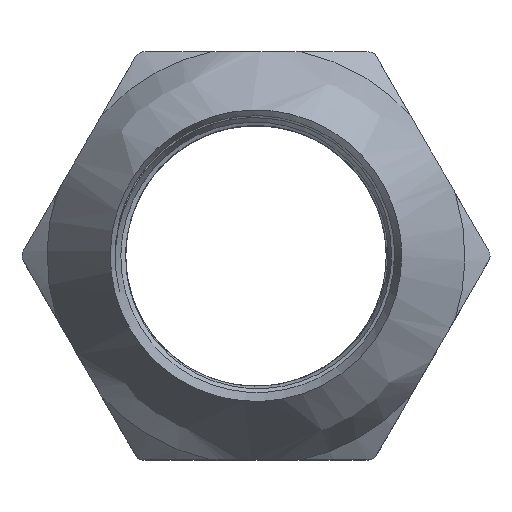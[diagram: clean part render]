
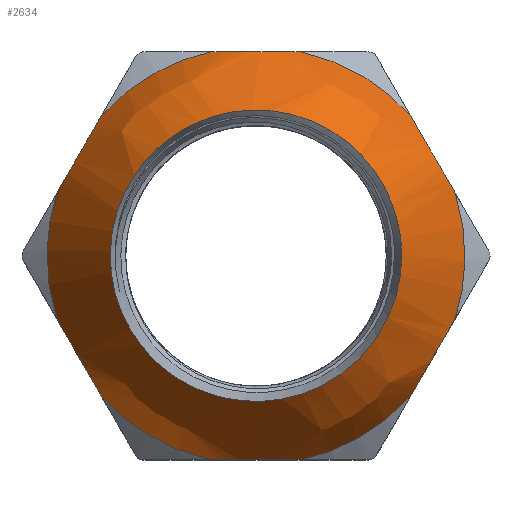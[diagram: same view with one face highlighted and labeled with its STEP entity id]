
A CAD part, top view. The second image highlights one B-rep face of the part: STEP entity #2634.
In plain terms, the highlighted free-form (B-spline) face has degree [2, 2] with [3, 3] control points.
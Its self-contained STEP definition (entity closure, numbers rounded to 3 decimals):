
#757 = EDGE_CURVE('',#758,#758,#760,.T.);
#758 = VERTEX_POINT('',#759);
#759 = CARTESIAN_POINT('',(21.871,0.,43.104));
#760 = ( BOUNDED_CURVE() B_SPLINE_CURVE(2,(#761,#762,#763,#764,#765,#766
,#767),.UNSPECIFIED.,.T.,.F.) B_SPLINE_CURVE_WITH_KNOTS((1,2,2,2,2,1),(
    -2.094,0.,2.094,4.189,6.283,
8.378),.UNSPECIFIED.) CURVE() GEOMETRIC_REPRESENTATION_ITEM() 
RATIONAL_B_SPLINE_CURVE((1.,0.5,1.,0.5,1.,0.5,1.)) REPRESENTATION_ITEM(
  '') );
#761 = CARTESIAN_POINT('',(21.871,0.,43.104));
#762 = CARTESIAN_POINT('',(21.871,-37.881,
    43.104));
#763 = CARTESIAN_POINT('',(-10.935,-18.941,
    43.104));
#764 = CARTESIAN_POINT('',(-43.741,0.,
    43.104));
#765 = CARTESIAN_POINT('',(-10.935,18.941,
    43.104));
#766 = CARTESIAN_POINT('',(21.871,37.881,
    43.104));
#767 = CARTESIAN_POINT('',(21.871,0.,43.104));
#1641 = VERTEX_POINT('',#1642);
#1642 = CARTESIAN_POINT('',(6.802,-30.612,
    28.383));
#1649 = EDGE_CURVE('',#1641,#1650,#1652,.T.);
#1650 = VERTEX_POINT('',#1651);
#1651 = CARTESIAN_POINT('',(-6.802,-30.612,
    28.383));
#1652 = ( BOUNDED_CURVE() B_SPLINE_CURVE(2,(#1653,#1654,#1655),
.UNSPECIFIED.,.F.,.F.) B_SPLINE_CURVE_WITH_KNOTS((3,3),(5.676,
6.89),.PIECEWISE_BEZIER_KNOTS.) CURVE() 
GEOMETRIC_REPRESENTATION_ITEM() RATIONAL_B_SPLINE_CURVE((1.,
0.821,1.)) REPRESENTATION_ITEM('') );
#1653 = CARTESIAN_POINT('',(6.802,-30.612,
    28.383));
#1654 = CARTESIAN_POINT('',(0.,-30.612,
    33.108));
#1655 = CARTESIAN_POINT('',(-6.802,-30.612,
    28.383));
#1737 = VERTEX_POINT('',#1738);
#1738 = CARTESIAN_POINT('',(29.911,-9.415,
    28.383));
#1745 = EDGE_CURVE('',#1737,#1746,#1748,.T.);
#1746 = VERTEX_POINT('',#1747);
#1747 = CARTESIAN_POINT('',(23.109,-21.197,
    28.383));
#1748 = ( BOUNDED_CURVE() B_SPLINE_CURVE(2,(#1749,#1750,#1751),
.UNSPECIFIED.,.F.,.F.) B_SPLINE_CURVE_WITH_KNOTS((3,3),(4.105,
5.32),.PIECEWISE_BEZIER_KNOTS.) CURVE() 
GEOMETRIC_REPRESENTATION_ITEM() RATIONAL_B_SPLINE_CURVE((1.,
0.821,1.)) REPRESENTATION_ITEM('') );
#1749 = CARTESIAN_POINT('',(29.911,-9.415,
    28.383));
#1750 = CARTESIAN_POINT('',(26.51,-15.306,
    33.108));
#1751 = CARTESIAN_POINT('',(23.109,-21.197,
    28.383));
#1801 = VERTEX_POINT('',#1802);
#1802 = CARTESIAN_POINT('',(29.911,9.415,28.383
    ));
#1872 = VERTEX_POINT('',#1873);
#1873 = CARTESIAN_POINT('',(23.109,21.197,
    28.383));
#1880 = EDGE_CURVE('',#1872,#1801,#1881,.T.);
#1881 = ( BOUNDED_CURVE() B_SPLINE_CURVE(2,(#1882,#1883,#1884),
.UNSPECIFIED.,.F.,.F.) B_SPLINE_CURVE_WITH_KNOTS((3,3),(4.105,
5.32),.PIECEWISE_BEZIER_KNOTS.) CURVE() 
GEOMETRIC_REPRESENTATION_ITEM() RATIONAL_B_SPLINE_CURVE((1.,
0.821,1.)) REPRESENTATION_ITEM('') );
#1882 = CARTESIAN_POINT('',(23.109,21.197,
    28.383));
#1883 = CARTESIAN_POINT('',(26.51,15.306,
    33.108));
#1884 = CARTESIAN_POINT('',(29.911,9.415,28.383
    ));
#1931 = VERTEX_POINT('',#1932);
#1932 = CARTESIAN_POINT('',(-6.802,30.612,
    28.383));
#1939 = EDGE_CURVE('',#1931,#1940,#1942,.T.);
#1940 = VERTEX_POINT('',#1941);
#1941 = CARTESIAN_POINT('',(6.802,30.612,
    28.383));
#1942 = ( BOUNDED_CURVE() B_SPLINE_CURVE(2,(#1943,#1944,#1945),
.UNSPECIFIED.,.F.,.F.) B_SPLINE_CURVE_WITH_KNOTS((3,3),(2.534,
3.749),.PIECEWISE_BEZIER_KNOTS.) CURVE() 
GEOMETRIC_REPRESENTATION_ITEM() RATIONAL_B_SPLINE_CURVE((1.,
0.821,1.)) REPRESENTATION_ITEM('') );
#1943 = CARTESIAN_POINT('',(-6.802,30.612,
    28.383));
#1944 = CARTESIAN_POINT('',(0.,30.612,
    33.108));
#1945 = CARTESIAN_POINT('',(6.802,30.612,
    28.383));
#2027 = VERTEX_POINT('',#2028);
#2028 = CARTESIAN_POINT('',(-29.911,9.415,
    28.383));
#2035 = EDGE_CURVE('',#2027,#2036,#2038,.T.);
#2036 = VERTEX_POINT('',#2037);
#2037 = CARTESIAN_POINT('',(-23.109,21.197,
    28.383));
#2038 = ( BOUNDED_CURVE() B_SPLINE_CURVE(2,(#2039,#2040,#2041),
.UNSPECIFIED.,.F.,.F.) B_SPLINE_CURVE_WITH_KNOTS((3,3),(4.105,
5.32),.PIECEWISE_BEZIER_KNOTS.) CURVE() 
GEOMETRIC_REPRESENTATION_ITEM() RATIONAL_B_SPLINE_CURVE((1.,
0.821,1.)) REPRESENTATION_ITEM('') );
#2039 = CARTESIAN_POINT('',(-29.911,9.415,
    28.383));
#2040 = CARTESIAN_POINT('',(-26.51,15.306,
    33.108));
#2041 = CARTESIAN_POINT('',(-23.109,21.197,
    28.383));
#2121 = VERTEX_POINT('',#2122);
#2122 = CARTESIAN_POINT('',(-23.109,-21.197,
    28.383));
#2129 = EDGE_CURVE('',#2121,#2130,#2132,.T.);
#2130 = VERTEX_POINT('',#2131);
#2131 = CARTESIAN_POINT('',(-29.911,-9.415,
    28.383));
#2132 = ( BOUNDED_CURVE() B_SPLINE_CURVE(2,(#2133,#2134,#2135),
.UNSPECIFIED.,.F.,.F.) B_SPLINE_CURVE_WITH_KNOTS((3,3),(4.105,
5.32),.PIECEWISE_BEZIER_KNOTS.) CURVE() 
GEOMETRIC_REPRESENTATION_ITEM() RATIONAL_B_SPLINE_CURVE((1.,
0.821,1.)) REPRESENTATION_ITEM('') );
#2133 = CARTESIAN_POINT('',(-23.109,-21.197,
    28.383));
#2134 = CARTESIAN_POINT('',(-26.51,-15.306,
    33.108));
#2135 = CARTESIAN_POINT('',(-29.911,-9.415,
    28.383));
#2487 = EDGE_CURVE('',#1746,#1641,#2488,.T.);
#2488 = ( BOUNDED_CURVE() B_SPLINE_CURVE(2,(#2489,#2490,#2491),
.UNSPECIFIED.,.F.,.F.) B_SPLINE_CURVE_WITH_KNOTS((3,3),(3.884,
4.494),.PIECEWISE_BEZIER_KNOTS.) CURVE() 
GEOMETRIC_REPRESENTATION_ITEM() RATIONAL_B_SPLINE_CURVE((1.,
0.954,1.)) REPRESENTATION_ITEM('') );
#2489 = CARTESIAN_POINT('',(23.109,-21.197,
    28.383));
#2490 = CARTESIAN_POINT('',(16.437,-28.471,
    28.383));
#2491 = CARTESIAN_POINT('',(6.802,-30.612,
    28.383));
#2514 = EDGE_CURVE('',#1801,#1737,#2515,.T.);
#2515 = ( BOUNDED_CURVE() B_SPLINE_CURVE(2,(#2516,#2517,#2518),
.UNSPECIFIED.,.F.,.F.) B_SPLINE_CURVE_WITH_KNOTS((3,3),(2.837,
3.447),.PIECEWISE_BEZIER_KNOTS.) CURVE() 
GEOMETRIC_REPRESENTATION_ITEM() RATIONAL_B_SPLINE_CURVE((1.,
0.954,1.)) REPRESENTATION_ITEM('') );
#2516 = CARTESIAN_POINT('',(29.911,9.415,28.383
    ));
#2517 = CARTESIAN_POINT('',(32.875,0.,
    28.383));
#2518 = CARTESIAN_POINT('',(29.911,-9.415,
    28.383));
#2541 = EDGE_CURVE('',#1940,#1872,#2542,.T.);
#2542 = ( BOUNDED_CURVE() B_SPLINE_CURVE(2,(#2543,#2544,#2545),
.UNSPECIFIED.,.F.,.F.) B_SPLINE_CURVE_WITH_KNOTS((3,3),(1.789,
2.399),.PIECEWISE_BEZIER_KNOTS.) CURVE() 
GEOMETRIC_REPRESENTATION_ITEM() RATIONAL_B_SPLINE_CURVE((1.,
0.954,1.)) REPRESENTATION_ITEM('') );
#2543 = CARTESIAN_POINT('',(6.802,30.612,
    28.383));
#2544 = CARTESIAN_POINT('',(16.437,28.471,
    28.383));
#2545 = CARTESIAN_POINT('',(23.109,21.197,
    28.383));
#2568 = EDGE_CURVE('',#2036,#1931,#2569,.T.);
#2569 = ( BOUNDED_CURVE() B_SPLINE_CURVE(2,(#2570,#2571,#2572),
.UNSPECIFIED.,.F.,.F.) B_SPLINE_CURVE_WITH_KNOTS((3,3),(0.742,
1.352),.PIECEWISE_BEZIER_KNOTS.) CURVE() 
GEOMETRIC_REPRESENTATION_ITEM() RATIONAL_B_SPLINE_CURVE((1.,
0.954,1.)) REPRESENTATION_ITEM('') );
#2570 = CARTESIAN_POINT('',(-23.109,21.197,
    28.383));
#2571 = CARTESIAN_POINT('',(-16.437,28.471,
    28.383));
#2572 = CARTESIAN_POINT('',(-6.802,30.612,
    28.383));
#2595 = EDGE_CURVE('',#1650,#2121,#2596,.T.);
#2596 = ( BOUNDED_CURVE() B_SPLINE_CURVE(2,(#2597,#2598,#2599),
.UNSPECIFIED.,.F.,.F.) B_SPLINE_CURVE_WITH_KNOTS((3,3),(4.931,
5.541),.PIECEWISE_BEZIER_KNOTS.) CURVE() 
GEOMETRIC_REPRESENTATION_ITEM() RATIONAL_B_SPLINE_CURVE((1.,
0.954,1.)) REPRESENTATION_ITEM('') );
#2597 = CARTESIAN_POINT('',(-6.802,-30.612,
    28.383));
#2598 = CARTESIAN_POINT('',(-16.437,-28.471,
    28.383));
#2599 = CARTESIAN_POINT('',(-23.109,-21.197,
    28.383));
#2622 = EDGE_CURVE('',#2130,#2027,#2623,.T.);
#2623 = ( BOUNDED_CURVE() B_SPLINE_CURVE(2,(#2624,#2625,#2626),
.UNSPECIFIED.,.F.,.F.) B_SPLINE_CURVE_WITH_KNOTS((3,3),(5.978,
6.588),.PIECEWISE_BEZIER_KNOTS.) CURVE() 
GEOMETRIC_REPRESENTATION_ITEM() RATIONAL_B_SPLINE_CURVE((1.,
0.954,1.)) REPRESENTATION_ITEM('') );
#2624 = CARTESIAN_POINT('',(-29.911,-9.415,
    28.383));
#2625 = CARTESIAN_POINT('',(-32.875,0.,
    28.383));
#2626 = CARTESIAN_POINT('',(-29.911,9.415,
    28.383));
#2634 = ADVANCED_FACE('',(#2635,#2638),#2652,.T.);
#2635 = FACE_BOUND('',#2636,.T.);
#2636 = EDGE_LOOP('',(#2637));
#2637 = ORIENTED_EDGE('',*,*,#757,.T.);
#2638 = FACE_BOUND('',#2639,.T.);
#2639 = EDGE_LOOP('',(#2640,#2641,#2642,#2643,#2644,#2645,#2646,#2647,
    #2648,#2649,#2650,#2651));
#2640 = ORIENTED_EDGE('',*,*,#2487,.F.);
#2641 = ORIENTED_EDGE('',*,*,#1745,.F.);
#2642 = ORIENTED_EDGE('',*,*,#2514,.F.);
#2643 = ORIENTED_EDGE('',*,*,#1880,.F.);
#2644 = ORIENTED_EDGE('',*,*,#2541,.F.);
#2645 = ORIENTED_EDGE('',*,*,#1939,.F.);
#2646 = ORIENTED_EDGE('',*,*,#2568,.F.);
#2647 = ORIENTED_EDGE('',*,*,#2035,.F.);
#2648 = ORIENTED_EDGE('',*,*,#2622,.F.);
#2649 = ORIENTED_EDGE('',*,*,#2129,.F.);
#2650 = ORIENTED_EDGE('',*,*,#2595,.F.);
#2651 = ORIENTED_EDGE('',*,*,#1649,.F.);
#2652 = ( BOUNDED_SURFACE() B_SPLINE_SURFACE(2,2,(
    (#2653,#2654,#2655)
    ,(#2656,#2657,#2658)
    ,(#2659,#2660,#2661
)),.UNSPECIFIED.,.F.,.F.,.F.) B_SPLINE_SURFACE_WITH_KNOTS((3,3),(3,3),(
    0.303,2.839),(-1.199,1.199),
.PIECEWISE_BEZIER_KNOTS.) GEOMETRIC_REPRESENTATION_ITEM() 
RATIONAL_B_SPLINE_SURFACE((
    (1.,0.363,1.)
    ,(0.298,0.108,0.298)
,(1.,0.363,1.))) REPRESENTATION_ITEM('') SURFACE() );
#2653 = CARTESIAN_POINT('',(-11.381,-30.612,
    22.144));
#2654 = CARTESIAN_POINT('',(-86.405,0.,
    45.568));
#2655 = CARTESIAN_POINT('',(-11.381,30.612,
    22.144));
#2656 = CARTESIAN_POINT('',(0.,-30.612,
    58.596));
#2657 = CARTESIAN_POINT('',(0.,0.,
    322.313));
#2658 = CARTESIAN_POINT('',(0.,30.612,
    58.596));
#2659 = CARTESIAN_POINT('',(11.381,-30.612,
    22.144));
#2660 = CARTESIAN_POINT('',(86.405,0.,
    45.568));
#2661 = CARTESIAN_POINT('',(11.381,30.612,
    22.144));
